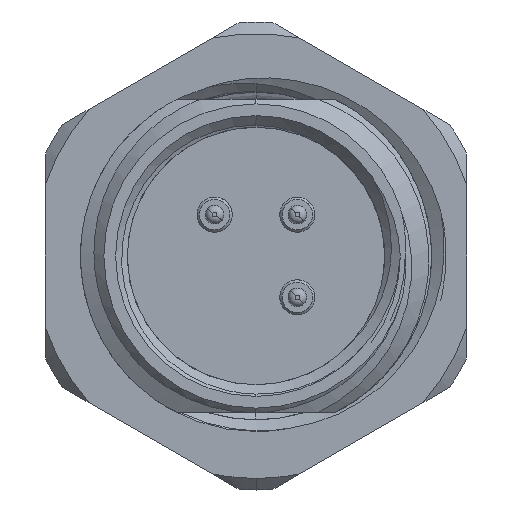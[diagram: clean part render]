
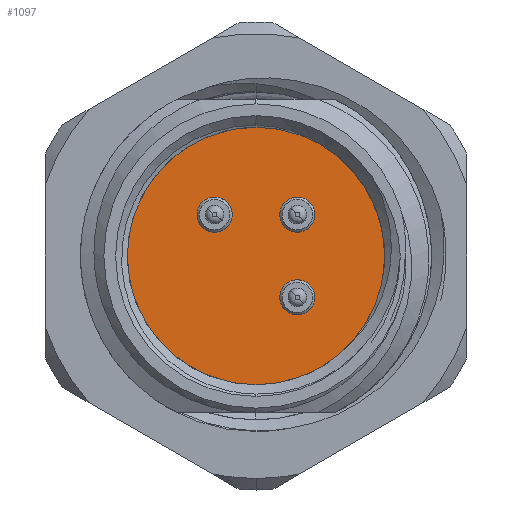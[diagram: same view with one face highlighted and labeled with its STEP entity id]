
A CAD part, left-side view. The second image highlights one B-rep face of the part: STEP entity #1097.
In plain terms, the highlighted face is planar.
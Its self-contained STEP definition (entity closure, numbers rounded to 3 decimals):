
#49 = EDGE_CURVE ( 'NONE', #2096, #11713, #5607, .T. ) ;
#56 = AXIS2_PLACEMENT_3D ( 'NONE', #11696, #6138, #5164 ) ;
#545 = CIRCLE ( 'NONE', #56, 0.75 ) ;
#1097 = ADVANCED_FACE ( 'NONE', ( #6744, #7911, #2290, #2427 ), #8323, .F. ) ;
#1229 = CARTESIAN_POINT ( 'NONE',  ( 9.2, -1.768, 1.768 ) ) ;
#1367 = EDGE_LOOP ( 'NONE', ( #5670, #9988 ) ) ;
#1445 = AXIS2_PLACEMENT_3D ( 'NONE', #5535, #2832, #8277 ) ;
#1503 = EDGE_CURVE ( 'NONE', #6840, #5156, #7177, .T. ) ;
#1840 = EDGE_CURVE ( 'NONE', #10163, #6006, #4419, .T. ) ;
#2096 = VERTEX_POINT ( 'NONE', #10217 ) ;
#2166 = DIRECTION ( 'NONE',  ( 0., 0., -1. ) ) ;
#2181 = DIRECTION ( 'NONE',  ( 0., 0., -1. ) ) ;
#2290 = FACE_BOUND ( 'NONE', #11914, .T. ) ;
#2427 = FACE_OUTER_BOUND ( 'NONE', #3259, .T. ) ;
#2632 = AXIS2_PLACEMENT_3D ( 'NONE', #6959, #6104, #8051 ) ;
#2832 = DIRECTION ( 'NONE',  ( -1., 0., 0. ) ) ;
#2873 = CIRCLE ( 'NONE', #8533, 0.75 ) ;
#2984 = CIRCLE ( 'NONE', #2632, 6. ) ;
#3125 = ORIENTED_EDGE ( 'NONE', *, *, #4965, .F. ) ;
#3254 = CARTESIAN_POINT ( 'NONE',  ( 9.2, -1.768, -2.518 ) ) ;
#3259 = EDGE_LOOP ( 'NONE', ( #3664, #7515 ) ) ;
#3596 = CARTESIAN_POINT ( 'NONE',  ( 9.2, 0., 6. ) ) ;
#3664 = ORIENTED_EDGE ( 'NONE', *, *, #1503, .T. ) ;
#4095 = ORIENTED_EDGE ( 'NONE', *, *, #8904, .F. ) ;
#4147 = DIRECTION ( 'NONE',  ( 0., 0., -1. ) ) ;
#4368 = AXIS2_PLACEMENT_3D ( 'NONE', #9809, #11792, #5228 ) ;
#4419 = CIRCLE ( 'NONE', #9005, 0.75 ) ;
#4482 = CARTESIAN_POINT ( 'NONE',  ( 9.2, -1.768, 2.518 ) ) ;
#4965 = EDGE_CURVE ( 'NONE', #5430, #7391, #6912, .T. ) ;
#5045 = DIRECTION ( 'NONE',  ( 1., 0., 0. ) ) ;
#5156 = VERTEX_POINT ( 'NONE', #3596 ) ;
#5164 = DIRECTION ( 'NONE',  ( 0., 0., -1. ) ) ;
#5228 = DIRECTION ( 'NONE',  ( 0., 0., -1. ) ) ;
#5430 = VERTEX_POINT ( 'NONE', #11685 ) ;
#5521 = CARTESIAN_POINT ( 'NONE',  ( 9.2, 1.768, -1.768 ) ) ;
#5535 = CARTESIAN_POINT ( 'NONE',  ( 9.2, 4.5, 0. ) ) ;
#5607 = CIRCLE ( 'NONE', #4368, 0.75 ) ;
#5670 = ORIENTED_EDGE ( 'NONE', *, *, #8232, .F. ) ;
#5736 = ORIENTED_EDGE ( 'NONE', *, *, #9690, .F. ) ;
#5944 = ORIENTED_EDGE ( 'NONE', *, *, #1840, .F. ) ;
#6006 = VERTEX_POINT ( 'NONE', #11791 ) ;
#6104 = DIRECTION ( 'NONE',  ( 1., 0., 0. ) ) ;
#6138 = DIRECTION ( 'NONE',  ( 1., 0., 0. ) ) ;
#6443 = DIRECTION ( 'NONE',  ( 1., 0., 0. ) ) ;
#6694 = AXIS2_PLACEMENT_3D ( 'NONE', #6916, #5045, #2181 ) ;
#6744 = FACE_BOUND ( 'NONE', #11559, .T. ) ;
#6840 = VERTEX_POINT ( 'NONE', #8115 ) ;
#6857 = CARTESIAN_POINT ( 'NONE',  ( 9.2, -1.768, 1.768 ) ) ;
#6912 = CIRCLE ( 'NONE', #9691, 0.75 ) ;
#6916 = CARTESIAN_POINT ( 'NONE',  ( 9.2, 0., 0. ) ) ;
#6959 = CARTESIAN_POINT ( 'NONE',  ( 9.2, 0., 0. ) ) ;
#7134 = CARTESIAN_POINT ( 'NONE',  ( 9.2, 1.768, -2.518 ) ) ;
#7177 = CIRCLE ( 'NONE', #6694, 6. ) ;
#7391 = VERTEX_POINT ( 'NONE', #7134 ) ;
#7515 = ORIENTED_EDGE ( 'NONE', *, *, #7705, .T. ) ;
#7705 = EDGE_CURVE ( 'NONE', #5156, #6840, #2984, .T. ) ;
#7911 = FACE_BOUND ( 'NONE', #1367, .T. ) ;
#7930 = CARTESIAN_POINT ( 'NONE',  ( 9.2, 1.768, -1.768 ) ) ;
#8051 = DIRECTION ( 'NONE',  ( 0., 0., -1. ) ) ;
#8115 = CARTESIAN_POINT ( 'NONE',  ( 9.2, 0., -6. ) ) ;
#8232 = EDGE_CURVE ( 'NONE', #11713, #2096, #545, .T. ) ;
#8277 = DIRECTION ( 'NONE',  ( 0., 0., 1. ) ) ;
#8323 = PLANE ( 'NONE',  #1445 ) ;
#8533 = AXIS2_PLACEMENT_3D ( 'NONE', #5521, #6443, #9315 ) ;
#8710 = DIRECTION ( 'NONE',  ( 1., 0., 0. ) ) ;
#8904 = EDGE_CURVE ( 'NONE', #6006, #10163, #11790, .T. ) ;
#9005 = AXIS2_PLACEMENT_3D ( 'NONE', #6857, #8710, #4147 ) ;
#9315 = DIRECTION ( 'NONE',  ( 0., 0., -1. ) ) ;
#9492 = DIRECTION ( 'NONE',  ( 1., 0., 0. ) ) ;
#9690 = EDGE_CURVE ( 'NONE', #7391, #5430, #2873, .T. ) ;
#9691 = AXIS2_PLACEMENT_3D ( 'NONE', #7930, #9780, #10735 ) ;
#9780 = DIRECTION ( 'NONE',  ( 1., 0., 0. ) ) ;
#9809 = CARTESIAN_POINT ( 'NONE',  ( 9.2, -1.768, -1.768 ) ) ;
#9988 = ORIENTED_EDGE ( 'NONE', *, *, #49, .F. ) ;
#10163 = VERTEX_POINT ( 'NONE', #4482 ) ;
#10217 = CARTESIAN_POINT ( 'NONE',  ( 9.2, -1.768, -1.018 ) ) ;
#10735 = DIRECTION ( 'NONE',  ( 0., 0., -1. ) ) ;
#10881 = AXIS2_PLACEMENT_3D ( 'NONE', #1229, #9492, #2166 ) ;
#11559 = EDGE_LOOP ( 'NONE', ( #4095, #5944 ) ) ;
#11685 = CARTESIAN_POINT ( 'NONE',  ( 9.2, 1.768, -1.018 ) ) ;
#11696 = CARTESIAN_POINT ( 'NONE',  ( 9.2, -1.768, -1.768 ) ) ;
#11713 = VERTEX_POINT ( 'NONE', #3254 ) ;
#11790 = CIRCLE ( 'NONE', #10881, 0.75 ) ;
#11791 = CARTESIAN_POINT ( 'NONE',  ( 9.2, -1.768, 1.018 ) ) ;
#11792 = DIRECTION ( 'NONE',  ( 1., 0., 0. ) ) ;
#11914 = EDGE_LOOP ( 'NONE', ( #5736, #3125 ) ) ;
